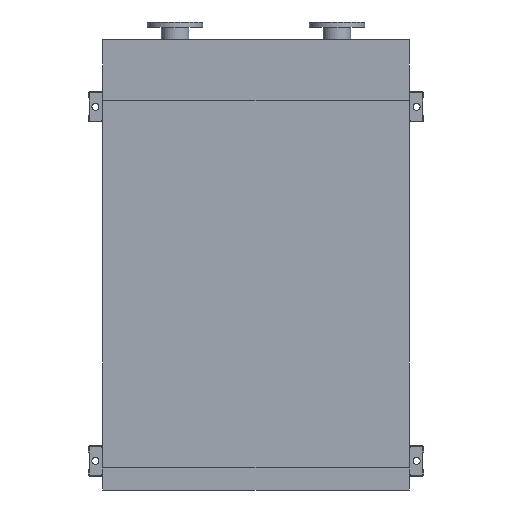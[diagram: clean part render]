
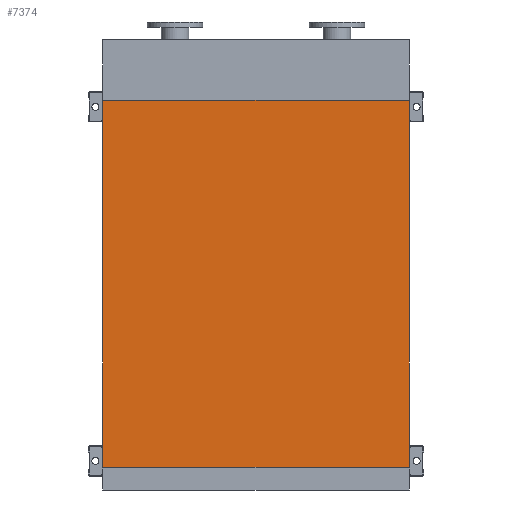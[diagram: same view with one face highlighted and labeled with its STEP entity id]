
A CAD part, front view. The second image highlights one B-rep face of the part: STEP entity #7374.
In plain terms, the highlighted planar face has unit normal (0, -1, 0).
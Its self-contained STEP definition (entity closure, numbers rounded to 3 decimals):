
#34 = CARTESIAN_POINT ( 'NONE',  ( -605., 0., 0. ) ) ;
#1311 = DIRECTION ( 'NONE',  ( 1., 0., 0. ) ) ;
#1419 = DIRECTION ( 'NONE',  ( 0., -1., 0. ) ) ;
#1733 = CARTESIAN_POINT ( 'NONE',  ( -605., 0., -1450. ) ) ;
#2043 = CARTESIAN_POINT ( 'NONE',  ( -605., 0., -1450. ) ) ;
#2147 = LINE ( 'NONE', #2043, #16114 ) ;
#2215 = EDGE_CURVE ( 'NONE', #11769, #13313, #8103, .T. ) ;
#2814 = ORIENTED_EDGE ( 'NONE', *, *, #2215, .F. ) ;
#2898 = ORIENTED_EDGE ( 'NONE', *, *, #8341, .F. ) ;
#2913 = ORIENTED_EDGE ( 'NONE', *, *, #10157, .T. ) ;
#2985 = ORIENTED_EDGE ( 'NONE', *, *, #3101, .T. ) ;
#3101 = EDGE_CURVE ( 'NONE', #12663, #13313, #6789, .T. ) ;
#3672 = FACE_OUTER_BOUND ( 'NONE', #4995, .T. ) ;
#3932 = VECTOR ( 'NONE', #6199, 1000. ) ;
#4437 = VECTOR ( 'NONE', #1311, 1000. ) ;
#4995 = EDGE_LOOP ( 'NONE', ( #2814, #2898, #2913, #2985 ) ) ;
#5793 = CARTESIAN_POINT ( 'NONE',  ( 605., 0., -1450. ) ) ;
#6199 = DIRECTION ( 'NONE',  ( 1., 0., 0. ) ) ;
#6789 = LINE ( 'NONE', #5793, #13716 ) ;
#7374 = ADVANCED_FACE ( 'NONE', ( #3672 ), #8114, .T. ) ;
#8103 = LINE ( 'NONE', #10855, #4437 ) ;
#8114 = PLANE ( 'NONE',  #16435 ) ;
#8341 = EDGE_CURVE ( 'NONE', #12763, #11769, #2147, .T. ) ;
#9546 = CARTESIAN_POINT ( 'NONE',  ( -605., 0., -1450. ) ) ;
#10157 = EDGE_CURVE ( 'NONE', #12763, #12663, #17464, .T. ) ;
#10855 = CARTESIAN_POINT ( 'NONE',  ( -605., 0., 0. ) ) ;
#11035 = DIRECTION ( 'NONE',  ( 0., 0., -1. ) ) ;
#11693 = DIRECTION ( 'NONE',  ( 0., 0., 1. ) ) ;
#11769 = VERTEX_POINT ( 'NONE', #34 ) ;
#12663 = VERTEX_POINT ( 'NONE', #15114 ) ;
#12763 = VERTEX_POINT ( 'NONE', #1733 ) ;
#12803 = DIRECTION ( 'NONE',  ( 0., 0., 1. ) ) ;
#13313 = VERTEX_POINT ( 'NONE', #14209 ) ;
#13716 = VECTOR ( 'NONE', #12803, 1000. ) ;
#14209 = CARTESIAN_POINT ( 'NONE',  ( 605., 0., 0. ) ) ;
#14456 = CARTESIAN_POINT ( 'NONE',  ( -605., 0., -1450. ) ) ;
#15114 = CARTESIAN_POINT ( 'NONE',  ( 605., 0., -1450. ) ) ;
#16114 = VECTOR ( 'NONE', #11693, 1000. ) ;
#16435 = AXIS2_PLACEMENT_3D ( 'NONE', #9546, #1419, #11035 ) ;
#17464 = LINE ( 'NONE', #14456, #3932 ) ;
